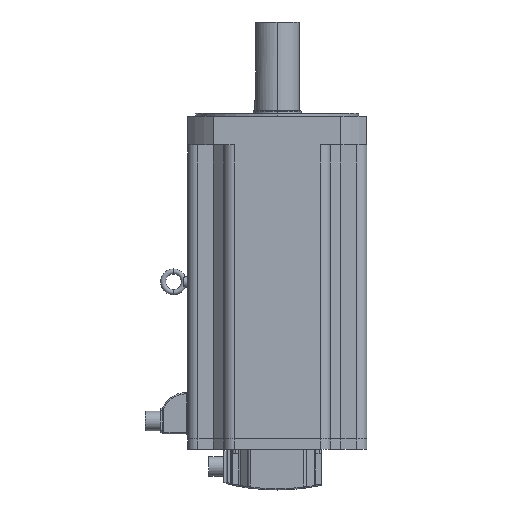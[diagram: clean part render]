
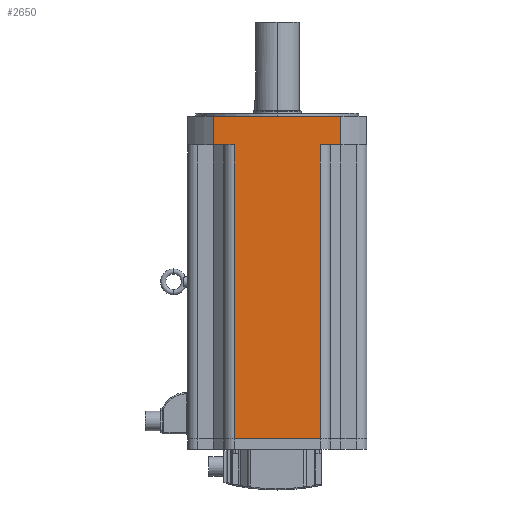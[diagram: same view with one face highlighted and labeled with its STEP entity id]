
A CAD part, left-side view. The second image highlights one B-rep face of the part: STEP entity #2650.
In plain terms, the highlighted planar face has unit normal (-1, 0, 0).
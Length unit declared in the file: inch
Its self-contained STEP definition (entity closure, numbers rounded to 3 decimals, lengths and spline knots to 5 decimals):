
#75 = DIRECTION ( 'NONE',  ( 0., -1., 0. ) ) ;
#107 = VECTOR ( 'NONE', #4288, 39.37008 ) ;
#318 = CARTESIAN_POINT ( 'NONE',  ( -4.3305, 3.08069, -1.378 ) ) ;
#739 = VECTOR ( 'NONE', #8392, 39.37008 ) ;
#1053 = EDGE_CURVE ( 'NONE', #9567, #9747, #11974, .T. ) ;
#1100 = LINE ( 'NONE', #318, #739 ) ;
#1208 = VERTEX_POINT ( 'NONE', #14474 ) ;
#1631 = CARTESIAN_POINT ( 'NONE',  ( -4.3305, -2.0805, -16.1 ) ) ;
#2143 = LINE ( 'NONE', #2842, #13734 ) ;
#2556 = CARTESIAN_POINT ( 'NONE',  ( -4.3305, 2.0805, -15.59 ) ) ;
#2650 = ADVANCED_FACE ( 'NONE', ( #14001 ), #4927, .T. ) ;
#2685 = LINE ( 'NONE', #13931, #14291 ) ;
#2842 = CARTESIAN_POINT ( 'NONE',  ( -4.3305, 3.08069, -1.378 ) ) ;
#2956 = CARTESIAN_POINT ( 'NONE',  ( -4.3305, 2.0805, -16.1 ) ) ;
#3314 = CARTESIAN_POINT ( 'NONE',  ( -4.3305, -3.08069, -1.378 ) ) ;
#3350 = AXIS2_PLACEMENT_3D ( 'NONE', #6111, #14209, #7256 ) ;
#3959 = VERTEX_POINT ( 'NONE', #6790 ) ;
#4120 = DIRECTION ( 'NONE',  ( 0., 0., 1. ) ) ;
#4288 = DIRECTION ( 'NONE',  ( 0., -1., 0. ) ) ;
#4614 = LINE ( 'NONE', #7738, #7329 ) ;
#4643 = VERTEX_POINT ( 'NONE', #11522 ) ;
#4927 = PLANE ( 'NONE',  #3350 ) ;
#5161 = CARTESIAN_POINT ( 'NONE',  ( -4.3305, -3.08069, 0. ) ) ;
#5329 = ORIENTED_EDGE ( 'NONE', *, *, #12714, .T. ) ;
#5418 = DIRECTION ( 'NONE',  ( 0., 0., 1. ) ) ;
#5872 = ORIENTED_EDGE ( 'NONE', *, *, #10282, .T. ) ;
#6086 = EDGE_CURVE ( 'NONE', #3959, #9747, #2143, .T. ) ;
#6111 = CARTESIAN_POINT ( 'NONE',  ( -4.3305, 3.08069, -1.378 ) ) ;
#6327 = VERTEX_POINT ( 'NONE', #10217 ) ;
#6616 = LINE ( 'NONE', #11226, #107 ) ;
#6790 = CARTESIAN_POINT ( 'NONE',  ( -4.3305, 3.08069, -1.378 ) ) ;
#7256 = DIRECTION ( 'NONE',  ( 0., 0., 1. ) ) ;
#7329 = VECTOR ( 'NONE', #5418, 39.37008 ) ;
#7374 = ORIENTED_EDGE ( 'NONE', *, *, #8778, .F. ) ;
#7399 = VERTEX_POINT ( 'NONE', #13506 ) ;
#7738 = CARTESIAN_POINT ( 'NONE',  ( -4.3305, 3.08069, -1.378 ) ) ;
#7766 = EDGE_LOOP ( 'NONE', ( #12106, #13146, #8002, #5329, #5872, #10051, #7374, #13982 ) ) ;
#8002 = ORIENTED_EDGE ( 'NONE', *, *, #13567, .T. ) ;
#8099 = EDGE_CURVE ( 'NONE', #6327, #13181, #6616, .T. ) ;
#8392 = DIRECTION ( 'NONE',  ( 0., -1., 0. ) ) ;
#8778 = EDGE_CURVE ( 'NONE', #3959, #6327, #4614, .T. ) ;
#8877 = VECTOR ( 'NONE', #4120, 39.37008 ) ;
#9082 = DIRECTION ( 'NONE',  ( 0., 0., 1. ) ) ;
#9567 = VERTEX_POINT ( 'NONE', #2556 ) ;
#9747 = VERTEX_POINT ( 'NONE', #10108 ) ;
#9761 = VECTOR ( 'NONE', #12056, 39.37008 ) ;
#10051 = ORIENTED_EDGE ( 'NONE', *, *, #8099, .F. ) ;
#10108 = CARTESIAN_POINT ( 'NONE',  ( -4.3305, 2.0805, -1.378 ) ) ;
#10217 = CARTESIAN_POINT ( 'NONE',  ( -4.3305, 3.08069, 0. ) ) ;
#10282 = EDGE_CURVE ( 'NONE', #1208, #13181, #10724, .T. ) ;
#10724 = LINE ( 'NONE', #3314, #13828 ) ;
#11226 = CARTESIAN_POINT ( 'NONE',  ( -4.3305, 3.08069, 0. ) ) ;
#11522 = CARTESIAN_POINT ( 'NONE',  ( -4.3305, -2.0805, -1.378 ) ) ;
#11974 = LINE ( 'NONE', #2956, #8877 ) ;
#12056 = DIRECTION ( 'NONE',  ( 0., 0., 1. ) ) ;
#12104 = DIRECTION ( 'NONE',  ( 0., -1., 0. ) ) ;
#12106 = ORIENTED_EDGE ( 'NONE', *, *, #1053, .F. ) ;
#12714 = EDGE_CURVE ( 'NONE', #4643, #1208, #1100, .T. ) ;
#13146 = ORIENTED_EDGE ( 'NONE', *, *, #14450, .T. ) ;
#13181 = VERTEX_POINT ( 'NONE', #5161 ) ;
#13227 = LINE ( 'NONE', #1631, #9761 ) ;
#13506 = CARTESIAN_POINT ( 'NONE',  ( -4.3305, -2.0805, -15.59 ) ) ;
#13567 = EDGE_CURVE ( 'NONE', #7399, #4643, #13227, .T. ) ;
#13734 = VECTOR ( 'NONE', #12104, 39.37008 ) ;
#13828 = VECTOR ( 'NONE', #9082, 39.37008 ) ;
#13931 = CARTESIAN_POINT ( 'NONE',  ( -4.3305, 3.08069, -15.59 ) ) ;
#13982 = ORIENTED_EDGE ( 'NONE', *, *, #6086, .T. ) ;
#14001 = FACE_OUTER_BOUND ( 'NONE', #7766, .T. ) ;
#14209 = DIRECTION ( 'NONE',  ( -1., 0., 0. ) ) ;
#14291 = VECTOR ( 'NONE', #75, 39.37008 ) ;
#14450 = EDGE_CURVE ( 'NONE', #9567, #7399, #2685, .T. ) ;
#14474 = CARTESIAN_POINT ( 'NONE',  ( -4.3305, -3.08069, -1.378 ) ) ;
